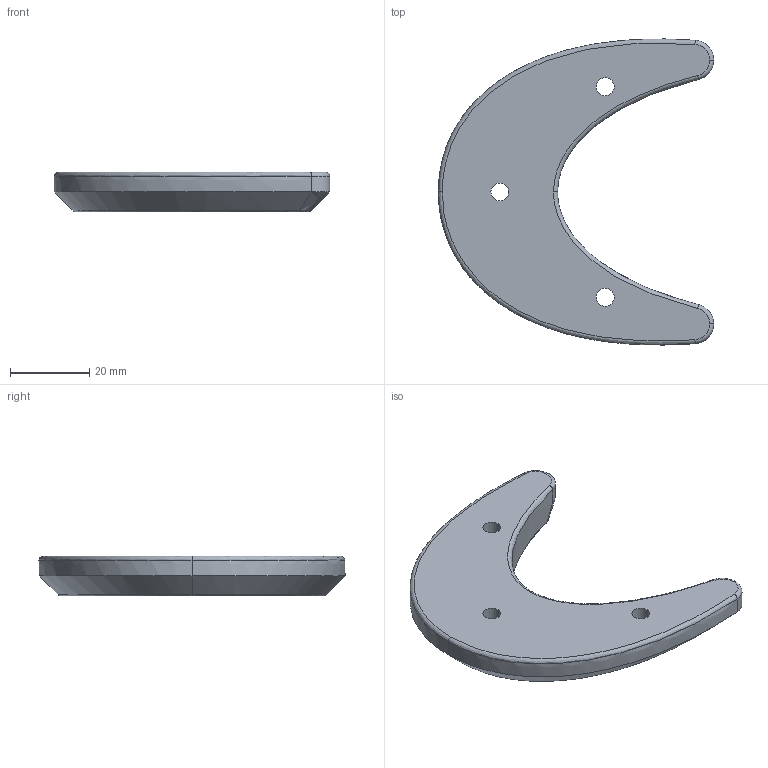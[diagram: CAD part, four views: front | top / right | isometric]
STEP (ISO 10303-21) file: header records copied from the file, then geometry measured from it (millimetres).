
FILE_DESCRIPTION (( 'STEP AP203' ), '1' );
FILE_NAME ('P3E 安装板阳极块.STEP', '2025-11-11T07:32:21', ( 'Windows 用户' ), ( '' ), 'SwSTEP 2.0', 'SolidWorks 2021', '' );
FILE_SCHEMA (( 'CONFIG_CONTROL_DESIGN' ));
Length unit declared in the file: millimetre
Products named in the file (1): P3E 假蚾啣栠憤輸
Bounding box: 69.29 x 77.01 x 10 mm (x, y, z)
Volume: 24407.2 mm3; surface area: 8429.9 mm2
Topology: 1 solids, 1 shells, 52 faces, 117 edges, 70 vertices
Faces by surface type: bspline 22, cylinder 15, torus 10, plane 5
Entity records: 14221 total; most frequent: CARTESIAN_POINT 13087, ORIENTED_EDGE 234, DIRECTION 201, EDGE_CURVE 117, AXIS2_PLACEMENT_3D 91, VERTEX_POINT 70, EDGE_LOOP 61, CIRCLE 60
